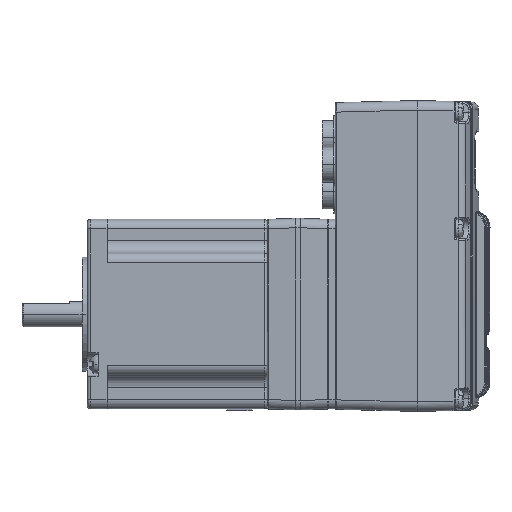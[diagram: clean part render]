
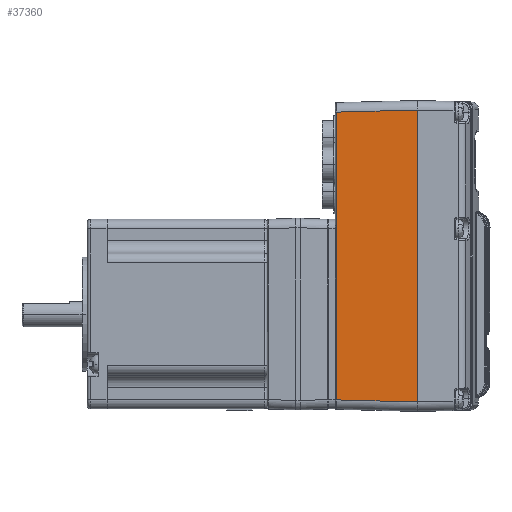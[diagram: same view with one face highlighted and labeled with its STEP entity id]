
A CAD part, left-side view. The second image highlights one B-rep face of the part: STEP entity #37360.
In plain terms, the highlighted planar face has unit normal (-1, 0.026, 0).
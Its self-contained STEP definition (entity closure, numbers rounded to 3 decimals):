
#619 = VERTEX_POINT ( 'NONE', #117801 ) ;
#905 = VERTEX_POINT ( 'NONE', #117915 ) ;
#1780 = VERTEX_POINT ( 'NONE', #118314 ) ;
#2042 = VERTEX_POINT ( 'NONE', #118436 ) ;
#15030 = PLANE ( 'NONE',  #55687 ) ;
#15034 = CARTESIAN_POINT ( 'NONE',  ( -30.8, -189.382, 0. ) ) ;
#15035 = DIRECTION ( 'NONE',  ( 1., -0.026, 0. ) ) ;
#15036 = DIRECTION ( 'NONE',  ( 0.026, 1., 0. ) ) ;
#22720 = ORIENTED_EDGE ( 'NONE', *, *, #108066, .F. ) ;
#22729 = ORIENTED_EDGE ( 'NONE', *, *, #108065, .T. ) ;
#22734 = ORIENTED_EDGE ( 'NONE', *, *, #108059, .F. ) ;
#22738 = ORIENTED_EDGE ( 'NONE', *, *, #108068, .F. ) ;
#26878 = EDGE_LOOP ( 'NONE', ( #22729, #22720, #22738, #22734 ) ) ;
#37360 = ADVANCED_FACE ( 'NONE', ( #80228 ), #15030, .F. ) ;
#55687 = AXIS2_PLACEMENT_3D ( 'NONE', #15034, #15035, #15036 ) ;
#80228 = FACE_OUTER_BOUND ( 'NONE', #26878, .T. ) ;
#108059 = EDGE_CURVE ( 'NONE', #2042, #1780, #112697, .T. ) ;
#108065 = EDGE_CURVE ( 'NONE', #2042, #905, #112699, .T. ) ;
#108066 = EDGE_CURVE ( 'NONE', #619, #905, #112695, .T. ) ;
#108068 = EDGE_CURVE ( 'NONE', #1780, #619, #112701, .T. ) ;
#112695 = LINE ( 'NONE', #114499, #112704 ) ;
#112697 = LINE ( 'NONE', #114472, #112700 ) ;
#112699 = LINE ( 'NONE', #114510, #112702 ) ;
#112700 = VECTOR ( 'NONE', #114475, 1000. ) ;
#112701 = LINE ( 'NONE', #114501, #112706 ) ;
#112702 = VECTOR ( 'NONE', #114514, 1000. ) ;
#112704 = VECTOR ( 'NONE', #114516, 1000. ) ;
#112706 = VECTOR ( 'NONE', #114520, 1000. ) ;
#114472 = CARTESIAN_POINT ( 'NONE',  ( -30.8, -189.382, -27.801 ) ) ;
#114475 = DIRECTION ( 'NONE',  ( 0.026, 0.999, 0.026 ) ) ;
#114499 = CARTESIAN_POINT ( 'NONE',  ( -30.46, -176.382, 64.261 ) ) ;
#114501 = CARTESIAN_POINT ( 'NONE',  ( -30.132, -163.869, 16.72 ) ) ;
#114510 = CARTESIAN_POINT ( 'NONE',  ( -30.8, -189.382, 0. ) ) ;
#114514 = DIRECTION ( 'NONE',  ( 0., 0., 1. ) ) ;
#114516 = DIRECTION ( 'NONE',  ( -0.026, -0.999, 0.026 ) ) ;
#114520 = DIRECTION ( 'NONE',  ( 0., 0., 1. ) ) ;
#117801 = CARTESIAN_POINT ( 'NONE',  ( -30.132, -163.869, 63.933 ) ) ;
#117915 = CARTESIAN_POINT ( 'NONE',  ( -30.8, -189.382, 64.601 ) ) ;
#118314 = CARTESIAN_POINT ( 'NONE',  ( -30.132, -163.869, -27.133 ) ) ;
#118436 = CARTESIAN_POINT ( 'NONE',  ( -30.8, -189.382, -27.801 ) ) ;
